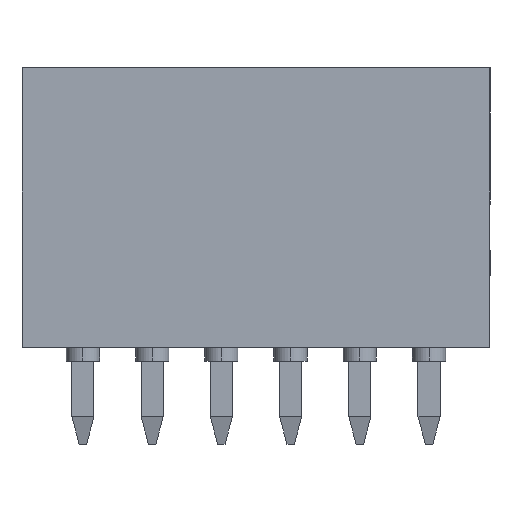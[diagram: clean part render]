
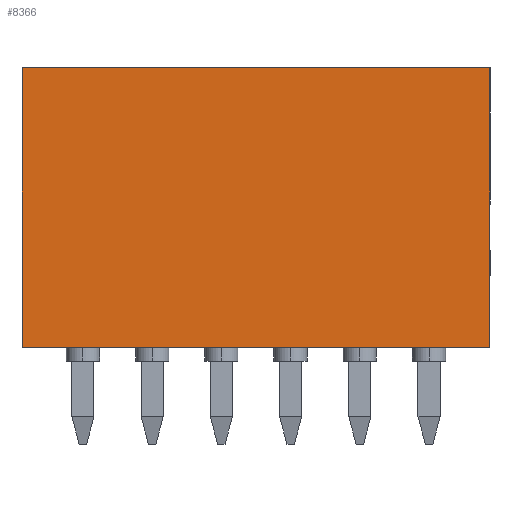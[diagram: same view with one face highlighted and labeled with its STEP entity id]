
A CAD part, front view. The second image highlights one B-rep face of the part: STEP entity #8366.
In plain terms, the highlighted planar face has unit normal (0, -1, 0).
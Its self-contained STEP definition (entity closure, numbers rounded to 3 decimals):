
#4063=CARTESIAN_POINT('',(-8.45,-3.9,0.));
#4064=VERTEX_POINT('',#4063);
#4065=CARTESIAN_POINT('',(-8.45,-3.9,10.1));
#4066=VERTEX_POINT('',#4065);
#4067=CARTESIAN_POINT('',(-8.45,-3.9,0.));
#4068=DIRECTION('',(0.0,0.0,1.0));
#4069=VECTOR('',#4068,10.1);
#4070=LINE('',#4067,#4069);
#4071=EDGE_CURVE('',#4064,#4066,#4070,.T.);
#7590=CARTESIAN_POINT('',(8.45,-3.9,10.1));
#7591=VERTEX_POINT('',#7590);
#7592=CARTESIAN_POINT('',(8.45,-3.9,0.));
#7593=VERTEX_POINT('',#7592);
#7594=CARTESIAN_POINT('',(8.45,-3.9,10.1));
#7595=DIRECTION('',(0.0,0.0,-1.0));
#7596=VECTOR('',#7595,10.1);
#7597=LINE('',#7594,#7596);
#7598=EDGE_CURVE('',#7591,#7593,#7597,.T.);
#7775=CARTESIAN_POINT('',(-8.45,-3.9,0.));
#7776=DIRECTION('',(1.0,0.0,0.0));
#7777=VECTOR('',#7776,16.9);
#7778=LINE('',#7775,#7777);
#7779=EDGE_CURVE('',#4064,#7593,#7778,.T.);
#8198=CARTESIAN_POINT('',(8.45,-3.9,10.1));
#8199=DIRECTION('',(-1.0,0.0,0.0));
#8200=VECTOR('',#8199,16.9);
#8201=LINE('',#8198,#8200);
#8202=EDGE_CURVE('',#7591,#4066,#8201,.T.);
#8355=CARTESIAN_POINT('',(-9.295,-3.9,-0.505));
#8356=DIRECTION('',(0.0,-1.0,0.0));
#8357=DIRECTION('',(1.0,0.0,0.0));
#8358=AXIS2_PLACEMENT_3D('',#8355,#8356,#8357);
#8359=PLANE('',#8358);
#8360=ORIENTED_EDGE('',*,*,#8202,.T.);
#8361=ORIENTED_EDGE('',*,*,#4071,.F.);
#8362=ORIENTED_EDGE('',*,*,#7779,.T.);
#8363=ORIENTED_EDGE('',*,*,#7598,.F.);
#8364=EDGE_LOOP('',(#8360,#8361,#8362,#8363));
#8365=FACE_OUTER_BOUND('',#8364,.T.);
#8366=ADVANCED_FACE('',(#8365),#8359,.T.);
